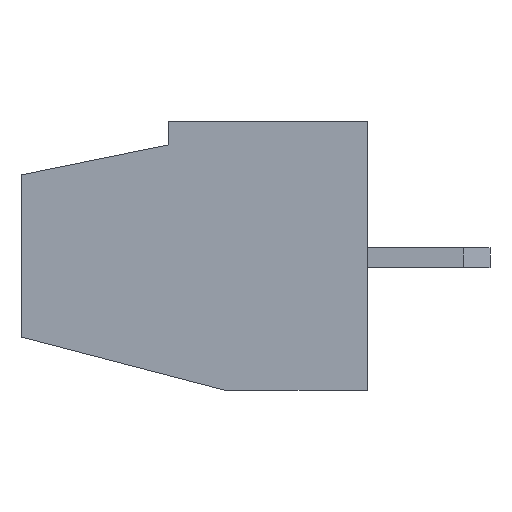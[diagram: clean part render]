
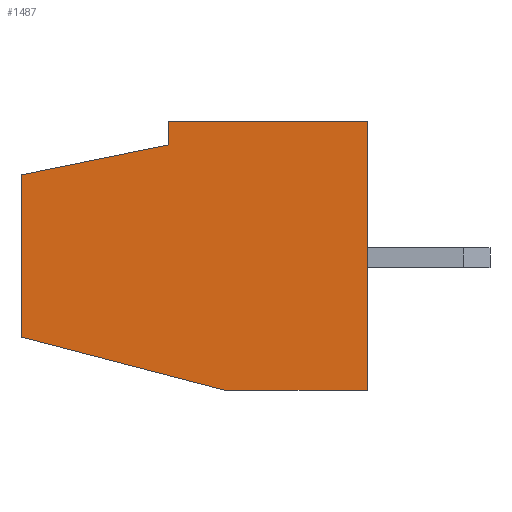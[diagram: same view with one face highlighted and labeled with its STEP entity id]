
A CAD part, left-side view. The second image highlights one B-rep face of the part: STEP entity #1487.
In plain terms, the highlighted planar face has unit normal (-1, 0, 0).
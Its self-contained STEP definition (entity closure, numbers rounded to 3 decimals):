
#228 = VECTOR ( 'NONE', #15710, 1000. ) ;
#269 = CARTESIAN_POINT ( 'NONE',  ( -2.54, 10.4, 2.5 ) ) ;
#415 = VECTOR ( 'NONE', #5271, 1000. ) ;
#575 = PLANE ( 'NONE',  #2694 ) ;
#594 = CARTESIAN_POINT ( 'NONE',  ( -2.54, 10.4, -2.4 ) ) ;
#707 = FACE_OUTER_BOUND ( 'NONE', #22327, .T. ) ;
#1159 = LINE ( 'NONE', #27838, #4151 ) ;
#1487 = ADVANCED_FACE ( 'NONE', ( #707 ), #575, .F. ) ;
#1709 = EDGE_CURVE ( 'NONE', #4306, #28675, #2287, .T. ) ;
#2287 = LINE ( 'NONE', #17595, #10169 ) ;
#2539 = EDGE_CURVE ( 'NONE', #25131, #6553, #27656, .T. ) ;
#2694 = AXIS2_PLACEMENT_3D ( 'NONE', #9906, #16740, #21124 ) ;
#2835 = CARTESIAN_POINT ( 'NONE',  ( -2.54, 4.26, -4. ) ) ;
#3069 = CARTESIAN_POINT ( 'NONE',  ( -2.54, 10.4, -2.4 ) ) ;
#4151 = VECTOR ( 'NONE', #10328, 1000. ) ;
#4306 = VERTEX_POINT ( 'NONE', #22970 ) ;
#4639 = EDGE_CURVE ( 'NONE', #9646, #4306, #7392, .T. ) ;
#5243 = CARTESIAN_POINT ( 'NONE',  ( -2.54, 6., 3.4 ) ) ;
#5271 = DIRECTION ( 'NONE',  ( 0., 0.968, 0.252 ) ) ;
#5358 = DIRECTION ( 'NONE',  ( 0., -1., 0. ) ) ;
#5422 = EDGE_CURVE ( 'NONE', #6534, #9646, #9138, .T. ) ;
#5760 = VECTOR ( 'NONE', #15889, 1000. ) ;
#6534 = VERTEX_POINT ( 'NONE', #269 ) ;
#6553 = VERTEX_POINT ( 'NONE', #24758 ) ;
#6867 = CARTESIAN_POINT ( 'NONE',  ( -2.54, 0., 4.1 ) ) ;
#7392 = LINE ( 'NONE', #5243, #5760 ) ;
#7400 = VECTOR ( 'NONE', #5358, 1000. ) ;
#7651 = ORIENTED_EDGE ( 'NONE', *, *, #5422, .F. ) ;
#9138 = LINE ( 'NONE', #18041, #228 ) ;
#9310 = CARTESIAN_POINT ( 'NONE',  ( -2.54, 6., 3.4 ) ) ;
#9646 = VERTEX_POINT ( 'NONE', #9310 ) ;
#9906 = CARTESIAN_POINT ( 'NONE',  ( -2.54, 10.4, 4.1 ) ) ;
#10169 = VECTOR ( 'NONE', #11164, 1000. ) ;
#10328 = DIRECTION ( 'NONE',  ( 0., 0., 1. ) ) ;
#11164 = DIRECTION ( 'NONE',  ( 0., -1., 0. ) ) ;
#12561 = VERTEX_POINT ( 'NONE', #3069 ) ;
#15710 = DIRECTION ( 'NONE',  ( 0., -0.98, 0.2 ) ) ;
#15889 = DIRECTION ( 'NONE',  ( 0., 0., 1. ) ) ;
#16325 = LINE ( 'NONE', #594, #415 ) ;
#16740 = DIRECTION ( 'NONE',  ( 1., 0., 0. ) ) ;
#16945 = EDGE_CURVE ( 'NONE', #12561, #6534, #1159, .T. ) ;
#17185 = EDGE_CURVE ( 'NONE', #6553, #28675, #17676, .T. ) ;
#17573 = ORIENTED_EDGE ( 'NONE', *, *, #4639, .F. ) ;
#17595 = CARTESIAN_POINT ( 'NONE',  ( -2.54, 10.4, 4.1 ) ) ;
#17660 = ORIENTED_EDGE ( 'NONE', *, *, #2539, .T. ) ;
#17676 = LINE ( 'NONE', #6867, #20474 ) ;
#18041 = CARTESIAN_POINT ( 'NONE',  ( -2.54, 10.4, 2.5 ) ) ;
#20164 = DIRECTION ( 'NONE',  ( 0., 0., 1. ) ) ;
#20474 = VECTOR ( 'NONE', #20164, 1000. ) ;
#20530 = ORIENTED_EDGE ( 'NONE', *, *, #16945, .F. ) ;
#21124 = DIRECTION ( 'NONE',  ( 0., 0., -1. ) ) ;
#21935 = EDGE_CURVE ( 'NONE', #25131, #12561, #16325, .T. ) ;
#22327 = EDGE_LOOP ( 'NONE', ( #23111, #17573, #7651, #20530, #25083, #17660, #28396 ) ) ;
#22838 = CARTESIAN_POINT ( 'NONE',  ( -2.54, 10.4, -4. ) ) ;
#22970 = CARTESIAN_POINT ( 'NONE',  ( -2.54, 6., 4.1 ) ) ;
#23111 = ORIENTED_EDGE ( 'NONE', *, *, #1709, .F. ) ;
#23893 = CARTESIAN_POINT ( 'NONE',  ( -2.54, 0., 4.1 ) ) ;
#24758 = CARTESIAN_POINT ( 'NONE',  ( -2.54, 0., -4. ) ) ;
#25083 = ORIENTED_EDGE ( 'NONE', *, *, #21935, .F. ) ;
#25131 = VERTEX_POINT ( 'NONE', #2835 ) ;
#27656 = LINE ( 'NONE', #22838, #7400 ) ;
#27838 = CARTESIAN_POINT ( 'NONE',  ( -2.54, 10.4, 4.1 ) ) ;
#28396 = ORIENTED_EDGE ( 'NONE', *, *, #17185, .T. ) ;
#28675 = VERTEX_POINT ( 'NONE', #23893 ) ;
